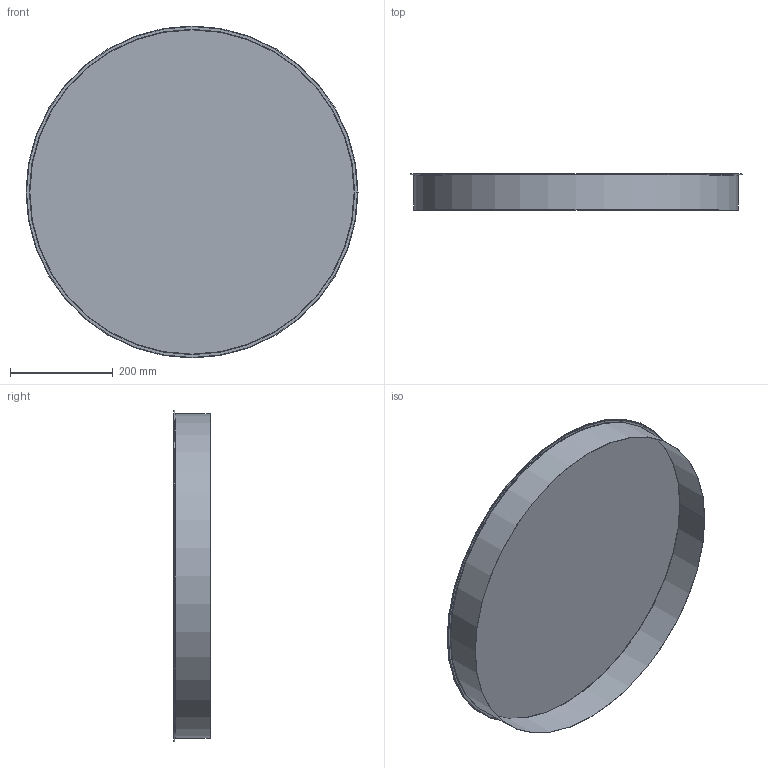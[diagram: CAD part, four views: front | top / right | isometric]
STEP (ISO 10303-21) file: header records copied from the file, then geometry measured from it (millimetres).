
FILE_DESCRIPTION((''),'2;1');
FILE_NAME('HÄLM-630.stp','2014-02-21T14:03:47',(''),(''),'Autodesk Inventor 2013','Autodesk Inventor 2013','');
FILE_SCHEMA(('AUTOMOTIVE_DESIGN { 1 2 10303 214 0 1 1 1 }'));
Length unit declared in the file: millimetre
Products named in the file (3): HÄLM-630; MuffMedFals-630; 116048
Assembly tree (2 placements, depth 2):
  HÄLM-630
    MuffMedFals-630
    116048
Bounding box: 645.6 x 70.5 x 645.6 mm (x, y, z)
Volume: 242845.6 mm3; surface area: 974458.6 mm2
Topology: 2 solids, 2 shells, 25 faces, 47 edges, 26 vertices
Faces by surface type: plane 17, cylinder 4, torus 4
Full cylindrical faces by diameter (mm): 630.6 x1, 631.6 x1, 633.6 x1, 641 x1
Entity records: 725 total; most frequent: DIRECTION 128, CARTESIAN_POINT 102, ORIENTED_EDGE 92, AXIS2_PLACEMENT_3D 52, EDGE_CURVE 46, STYLED_ITEM 27, VERTEX_POINT 26, EDGE_LOOP 26
